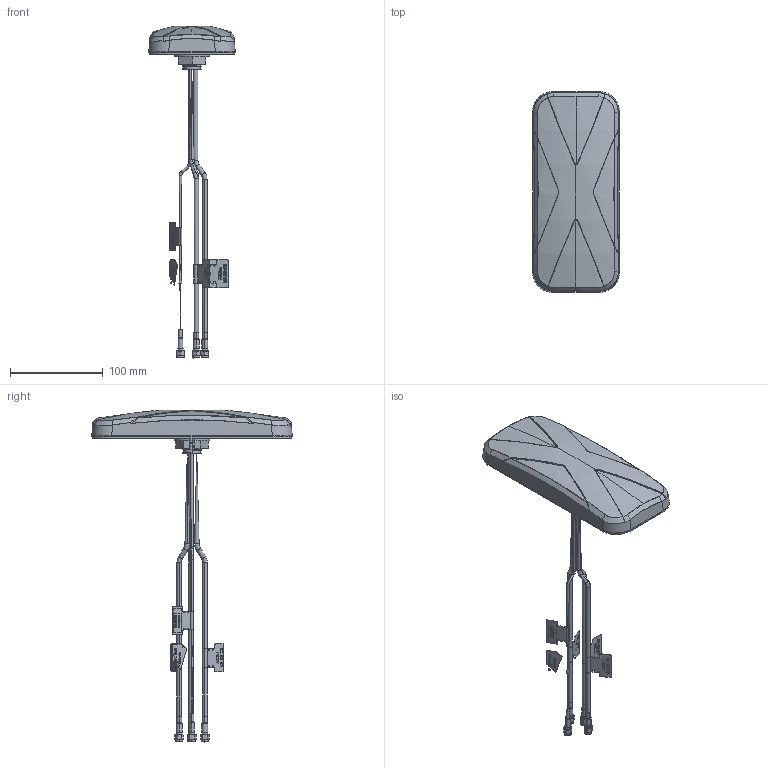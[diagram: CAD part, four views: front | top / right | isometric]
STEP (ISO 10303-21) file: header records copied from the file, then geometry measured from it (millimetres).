
FILE_DESCRIPTION (( 'STEP AP214' ), '1' );
FILE_NAME ('MA410.A.LBIJ.001_Web.STEP', '2022-03-24T16:51:03', ( '' ), ( '' ), 'SwSTEP 2.0', 'SolidWorks 2018', '' );
FILE_SCHEMA (( 'AUTOMOTIVE_DESIGN' ));
Length unit declared in the file: millimetre
Products named in the file (1): MA410.A.LBIJ.001_Web
Bounding box: 93.25 x 216.24 x 358.18 mm (x, y, z)
Surface area: 102051.1 mm2 (no closed solid volume)
Topology: 0 solids, 78 shells, 482 faces, 2034 edges, 1601 vertices
Faces by surface type: plane 181, cylinder 124, bspline 110, cone 35, torus 32
Entity records: 55029 total; most frequent: CARTESIAN_POINT 37896, ORIENTED_EDGE 3077, EDGE_CURVE 2001, B_SPLINE_CURVE_WITH_KNOTS 1933, VERTEX_POINT 1601, DIRECTION 796, EDGE_LOOP 552, FACE_OUTER_BOUND 482
